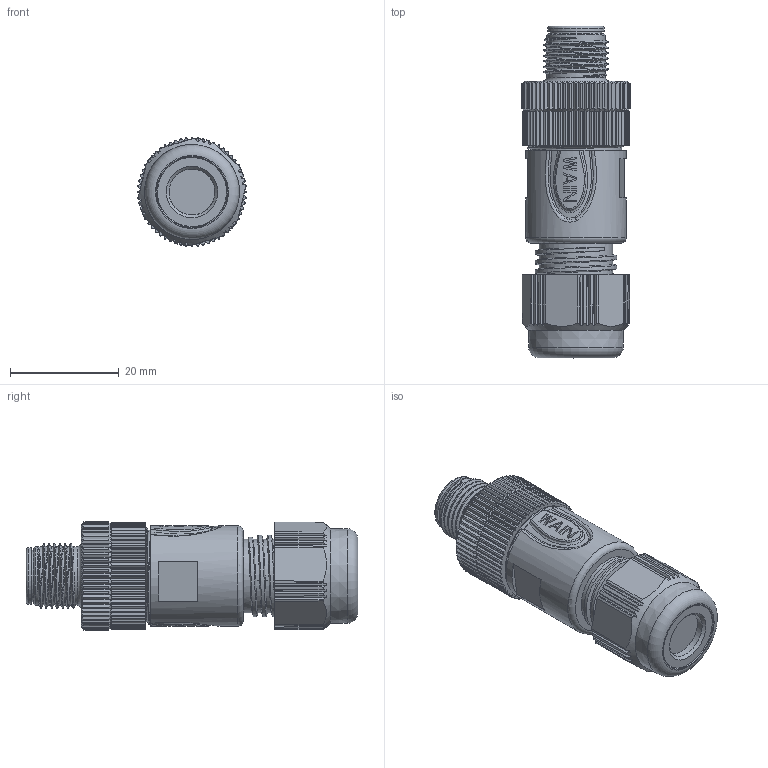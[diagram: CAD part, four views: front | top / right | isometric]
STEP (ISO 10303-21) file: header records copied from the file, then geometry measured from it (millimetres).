
FILE_DESCRIPTION(/* description */ (''),/* implementation_level */ '2;1');
FILE_NAME(/* name */ '3D_1630054113101_M12P-M05A-T-D6_V1.0_stp.stp',/* time_stamp */ '2024-01-30T13:29:54+08:00',/* author */ (''),/* organization */ (''),/* preprocessor_version */ 'ST-DEVELOPER v18.1',/* originating_system */ 'SIEMENS PLM Software NX 1980',/* authorisation */ '');
FILE_SCHEMA (('AUTOMOTIVE_DESIGN { 1 0 10303 214 3 1 1 1 }'));
Length unit declared in the file: millimetre
Products named in the file (1): 3D_1630054113101_M12P-M05A-T-D6_V1.0_stp
Bounding box: 20 x 61 x 20 mm (x, y, z)
Volume: 13530 mm3; surface area: 6401.5 mm2
Topology: 1 solids, 7 shells, 993 faces, 2607 edges, 1650 vertices
Faces by surface type: plane 504, cylinder 256, cone 170, bspline 35, torus 19, sphere 5, extrusion 4
Full cylindrical faces by diameter (mm): 1 x5, 8.45 x1, 8.653 x1, 9.5 x1, 9.64 x1, 10.4 x1, 10.82 x7, 11 x1, 13.5 x4, 15.26 x1, 18.5 x1
Entity records: 39745 total; most frequent: CARTESIAN_POINT 17360, ORIENTED_EDGE 5010, DIRECTION 4125, EDGE_CURVE 2505, VERTEX_POINT 1600, AXIS2_PLACEMENT_3D 1586, EDGE_LOOP 1061, ADVANCED_FACE 983
